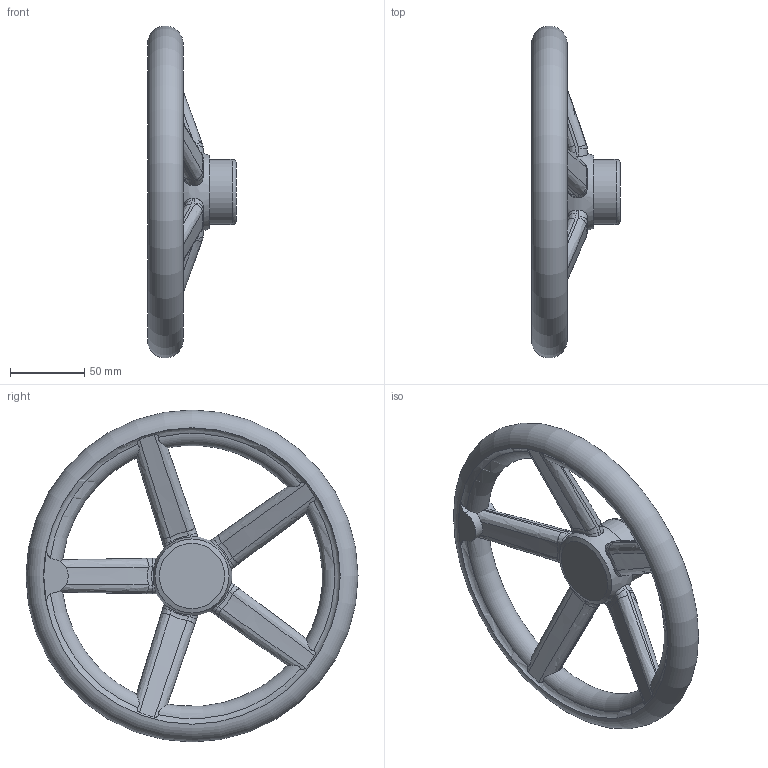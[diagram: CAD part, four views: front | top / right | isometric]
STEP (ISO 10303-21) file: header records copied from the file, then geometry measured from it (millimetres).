
FILE_DESCRIPTION(/* description */ (''),/* implementation_level */ '2;1');
FILE_NAME(/* name */ 'PN224',/* time_stamp */ '2012-11-23T17:33:49+08:00',/* author */ (''),/* organization */ (''),/* preprocessor_version */ 'ST-DEVELOPER v9',/* originating_system */ 'UGS - NX 4.0',/* authorisation */ '');
FILE_SCHEMA (('CONFIG_CONTROL_DESIGN'));
Length unit declared in the file: millimetre
Products named in the file (1): Admi4C34xp7z
Bounding box: 60 x 223.98 x 223.98 mm (x, y, z)
Volume: 424958.6 mm3; surface area: 74940.2 mm2
Topology: 1 solids, 1 shells, 128 faces, 365 edges, 234 vertices
Faces by surface type: bspline 41, cylinder 34, plane 27, torus 15, cone 11
Full cylindrical faces by diameter (mm): 44 x1
Entity records: 5272 total; most frequent: CARTESIAN_POINT 2419, ORIENTED_EDGE 708, DIRECTION 398, EDGE_CURVE 354, VERTEX_POINT 230, B_SPLINE_CURVE_WITH_KNOTS 218, AXIS2_PLACEMENT_3D 174, EDGE_LOOP 140
